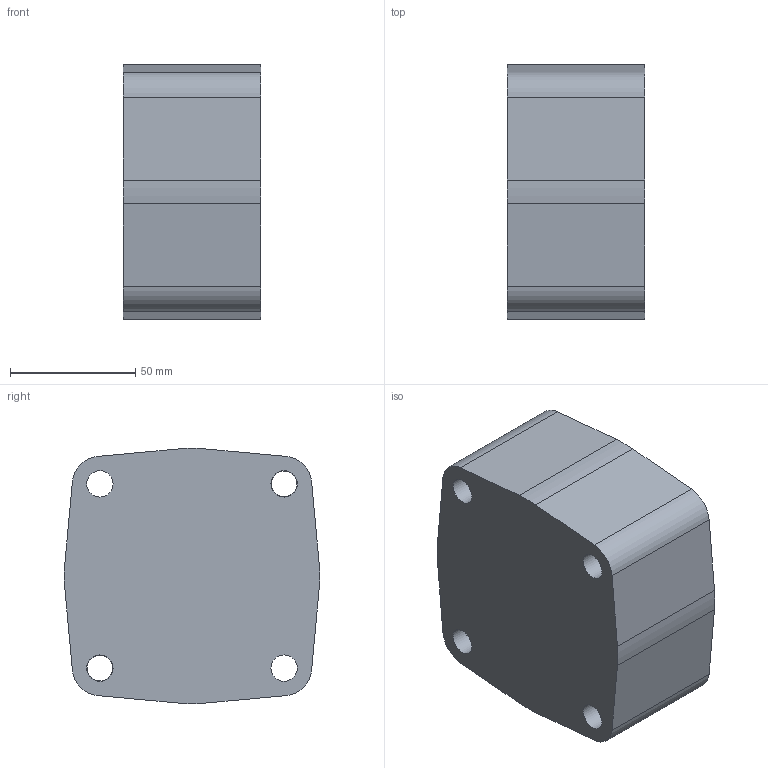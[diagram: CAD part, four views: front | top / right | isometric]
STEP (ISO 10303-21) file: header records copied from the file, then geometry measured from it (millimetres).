
FILE_DESCRIPTION(/* description */ (''),/* implementation_level */ '2;1');
FILE_NAME(/* name */ '_MS315-D.step',/* time_stamp */ '2023-12-15T18:59:07+05:30',/* author */ (''),/* organization */ (''),/* preprocessor_version */ 'ST-DEVELOPER v20',/* originating_system */ 'Autodesk Translation Framework v12.14.0.127',/* authorisation */ '');
FILE_SCHEMA (('AUTOMOTIVE_DESIGN { 1 0 10303 214 3 1 1 }'));
Length unit declared in the file: millimetre
Products named in the file (1): _MS315-D
Bounding box: 54.8 x 101.95 x 101.95 mm (x, y, z)
Volume: 503670.8 mm3; surface area: 45583.3 mm2
Topology: 1 solids, 1 shells, 26 faces, 66 edges, 44 vertices
Faces by surface type: cylinder 14, plane 12
Full cylindrical faces by diameter (mm): 10.1 x2, 10.5 x4
Entity records: 880 total; most frequent: DIRECTION 148, CARTESIAN_POINT 137, ORIENTED_EDGE 132, EDGE_CURVE 66, AXIS2_PLACEMENT_3D 55, VERTEX_POINT 44, LINE 38, VECTOR 38
